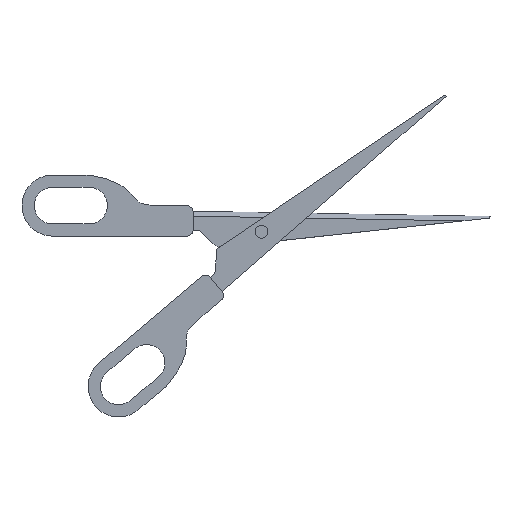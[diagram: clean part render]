
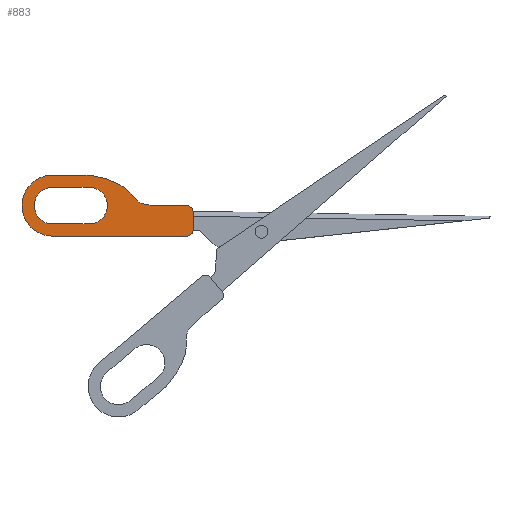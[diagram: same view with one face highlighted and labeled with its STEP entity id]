
A CAD part, front view. The second image highlights one B-rep face of the part: STEP entity #883.
In plain terms, the highlighted planar face has unit normal (0, -1, 0).
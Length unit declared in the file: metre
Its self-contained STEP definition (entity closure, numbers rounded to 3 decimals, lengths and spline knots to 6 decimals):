
#11=B_SPLINE_CURVE_WITH_KNOTS('',3,(#1405,#1406,#1407,#1408,#1409),
 .UNSPECIFIED.,.F.,.F.,(4,1,4),(0.,0.50394,1.),.UNSPECIFIED.);
#30=CIRCLE('',#970,0.015);
#32=CIRCLE('',#974,0.005);
#34=CIRCLE('',#978,0.025);
#36=CIRCLE('',#982,0.005);
#38=CIRCLE('',#985,0.015);
#168=ORIENTED_EDGE('',*,*,#380,.F.);
#169=ORIENTED_EDGE('',*,*,#359,.F.);
#170=ORIENTED_EDGE('',*,*,#364,.F.);
#171=ORIENTED_EDGE('',*,*,#367,.F.);
#172=ORIENTED_EDGE('',*,*,#370,.F.);
#173=ORIENTED_EDGE('',*,*,#373,.T.);
#174=ORIENTED_EDGE('',*,*,#377,.T.);
#175=ORIENTED_EDGE('',*,*,#349,.F.);
#176=ORIENTED_EDGE('',*,*,#353,.T.);
#177=ORIENTED_EDGE('',*,*,#356,.T.);
#178=ORIENTED_EDGE('',*,*,#379,.F.);
#349=EDGE_CURVE('',#466,#467,#551,.T.);
#353=EDGE_CURVE('',#466,#469,#30,.T.);
#356=EDGE_CURVE('',#469,#471,#556,.T.);
#359=EDGE_CURVE('',#473,#474,#32,.T.);
#364=EDGE_CURVE('',#477,#473,#11,.T.);
#367=EDGE_CURVE('',#479,#477,#563,.T.);
#370=EDGE_CURVE('',#481,#479,#34,.T.);
#373=EDGE_CURVE('',#481,#483,#567,.T.);
#377=EDGE_CURVE('',#483,#485,#36,.T.);
#379=EDGE_CURVE('',#467,#471,#38,.T.);
#380=EDGE_CURVE('',#474,#485,#570,.T.);
#466=VERTEX_POINT('',#1357);
#467=VERTEX_POINT('',#1359);
#469=VERTEX_POINT('',#1365);
#471=VERTEX_POINT('',#1371);
#473=VERTEX_POINT('',#1377);
#474=VERTEX_POINT('',#1379);
#477=VERTEX_POINT('',#1404);
#479=VERTEX_POINT('',#1414);
#481=VERTEX_POINT('',#1420);
#483=VERTEX_POINT('',#1426);
#485=VERTEX_POINT('',#1433);
#551=LINE('',#1358,#639);
#556=LINE('',#1372,#644);
#563=LINE('',#1415,#651);
#567=LINE('',#1427,#655);
#570=LINE('',#1439,#658);
#639=VECTOR('',#1100,1.);
#644=VECTOR('',#1113,1.);
#651=VECTOR('',#1128,1.);
#655=VECTOR('',#1140,1.);
#658=VECTOR('',#1157,1.);
#730=EDGE_LOOP('',(#168,#169,#170,#171,#172,#173,#174));
#731=EDGE_LOOP('',(#175,#176,#177,#178));
#792=FACE_BOUND('',#730,.T.);
#793=FACE_BOUND('',#731,.T.);
#841=PLANE('',#986);
#883=ADVANCED_FACE('',(#792,#793),#841,.T.);
#970=AXIS2_PLACEMENT_3D('',#1366,#1107,#1108);
#974=AXIS2_PLACEMENT_3D('',#1378,#1119,#1120);
#978=AXIS2_PLACEMENT_3D('',#1421,#1134,#1135);
#982=AXIS2_PLACEMENT_3D('',#1434,#1147,#1148);
#985=AXIS2_PLACEMENT_3D('',#1437,#1153,#1154);
#986=AXIS2_PLACEMENT_3D('',#1438,#1155,#1156);
#1100=DIRECTION('',(1.,0.,0.));
#1107=DIRECTION('',(0.,1.,0.));
#1108=DIRECTION('',(0.,0.,-1.));
#1113=DIRECTION('',(1.,0.,0.));
#1119=DIRECTION('',(0.,1.,0.));
#1120=DIRECTION('',(0.,0.,-1.));
#1128=DIRECTION('',(1.,0.,0.002));
#1134=DIRECTION('',(0.,1.,0.));
#1135=DIRECTION('',(0.,0.,-1.));
#1140=DIRECTION('',(1.,0.,0.));
#1147=DIRECTION('',(0.,-1.,0.));
#1148=DIRECTION('',(0.,0.,-1.));
#1153=DIRECTION('',(0.,-1.,0.));
#1154=DIRECTION('',(0.,0.,-1.));
#1155=DIRECTION('',(0.,-1.,0.));
#1156=DIRECTION('',(1.,0.,0.));
#1157=DIRECTION('',(0.,0.,-1.));
#1357=CARTESIAN_POINT('',(-0.194734,-0.012,-0.022596));
#1358=CARTESIAN_POINT('',(-0.179761,-0.012,-0.022596));
#1359=CARTESIAN_POINT('',(-0.164787,-0.012,-0.022596));
#1365=CARTESIAN_POINT('',(-0.194701,-0.012,0.007404));
#1366=CARTESIAN_POINT('',(-0.194734,-0.012,-0.007596));
#1371=CARTESIAN_POINT('',(-0.164787,-0.012,0.007404));
#1372=CARTESIAN_POINT('',(-0.179744,-0.012,0.007404));
#1377=CARTESIAN_POINT('',(-0.084734,-0.012,-0.007596));
#1378=CARTESIAN_POINT('',(-0.084734,-0.012,-0.012596));
#1379=CARTESIAN_POINT('',(-0.079734,-0.012,-0.012596));
#1404=CARTESIAN_POINT('',(-0.164849,-0.012,0.017404));
#1405=CARTESIAN_POINT('',(-0.164849,-0.012,0.017404));
#1406=CARTESIAN_POINT('',(-0.136399,-0.012,0.013086));
#1407=CARTESIAN_POINT('',(-0.126266,-0.012,-0.00775));
#1408=CARTESIAN_POINT('',(-0.117026,-0.012,-0.007596));
#1409=CARTESIAN_POINT('',(-0.084734,-0.012,-0.007596));
#1414=CARTESIAN_POINT('',(-0.192868,-0.012,0.017334));
#1415=CARTESIAN_POINT('',(-0.178859,-0.012,0.017369));
#1420=CARTESIAN_POINT('',(-0.194734,-0.012,-0.032596));
#1421=CARTESIAN_POINT('',(-0.194734,-0.012,-0.007596));
#1426=CARTESIAN_POINT('',(-0.084734,-0.012,-0.032596));
#1427=CARTESIAN_POINT('',(-0.139734,-0.012,-0.032596));
#1433=CARTESIAN_POINT('',(-0.079734,-0.012,-0.027596));
#1434=CARTESIAN_POINT('',(-0.084734,-0.012,-0.027596));
#1437=CARTESIAN_POINT('',(-0.164787,-0.012,-0.007596));
#1438=CARTESIAN_POINT('',(0.018609,-0.012,-0.048856));
#1439=CARTESIAN_POINT('',(-0.079734,-0.012,-0.022099));
